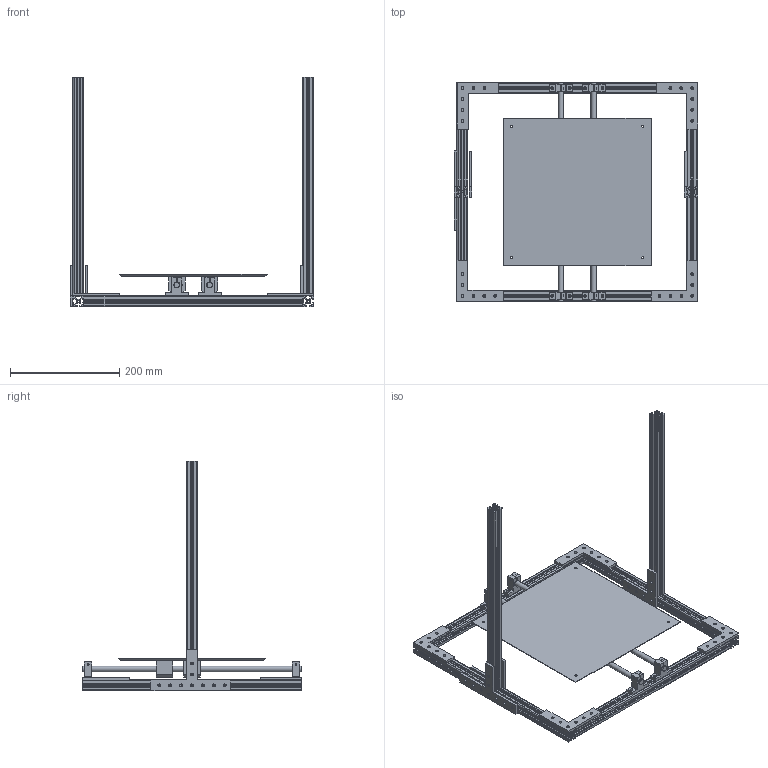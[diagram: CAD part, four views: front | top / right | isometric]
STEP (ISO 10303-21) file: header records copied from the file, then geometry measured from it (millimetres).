
FILE_DESCRIPTION(/* description */ (''),/* implementation_level */ '2;1');
FILE_NAME(/* name */ 'Bot asm v12.step',/* time_stamp */ '2025-03-31T23:34:28+05:30',/* author */ (''),/* organization */ (''),/* preprocessor_version */ 'ST-DEVELOPER v20.1',/* originating_system */ 'Autodesk Translation Framework v14.4.0.0',/* authorisation */ '');
FILE_SCHEMA (('AUTOMOTIVE_DESIGN { 1 0 10303 214 3 1 1 }'));
Length unit declared in the file: millimetre
Products named in the file (8): Bot asm; aluprof_036; 2 rail conn; 2 rail conn 2 side; SK8; y-axis; LM10UU; 10 mm rail
Assembly tree (24 placements, depth 3):
  Bot asm
    aluprof_036  x6
    2 rail conn  x6
    2 rail conn 2 side
    SK8  x4
    y-axis
      LM10UU  x4
      10 mm rail  x2
Bounding box: 445.42 x 400.21 x 420 mm (x, y, z)
Volume: 1086449.3 mm3; surface area: 685964.9 mm2
Topology: 24 solids, 24 shells, 773 faces, 2067 edges, 1374 vertices
Faces by surface type: plane 416, cylinder 341, cone 8, torus 8
Full cylindrical faces by diameter (mm): 3.3 x4, 4 x3, 4.1 x1, 4.3 x6, 4.8 x4, 5 x45, 5.1 x8, 8 x4, 10 x6, 14.201 x8, 17 x8, 19 x16
Entity records: 6637 total; most frequent: DIRECTION 1134, CARTESIAN_POINT 1125, ORIENTED_EDGE 1032, EDGE_CURVE 516, AXIS2_PLACEMENT_3D 391, LINE 352, VECTOR 352, VERTEX_POINT 342
